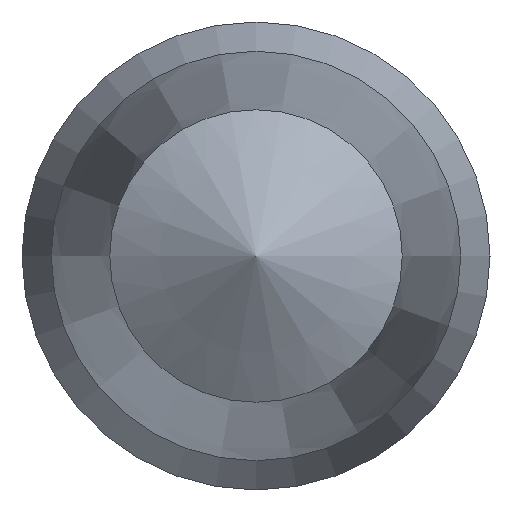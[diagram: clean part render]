
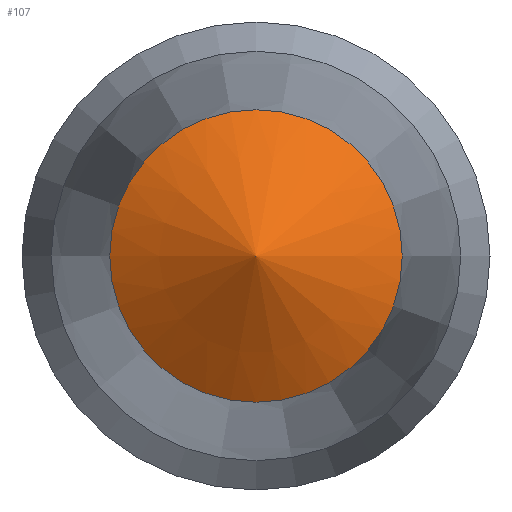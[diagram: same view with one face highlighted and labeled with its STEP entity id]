
A CAD part, left-side view. The second image highlights one B-rep face of the part: STEP entity #107.
In plain terms, the highlighted conical face has half-angle 59.036 degrees and reference radius 2.5 mm.
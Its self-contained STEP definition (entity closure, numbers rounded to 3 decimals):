
#17=FACE_OUTER_BOUND('',#24,.T.);
#24=EDGE_LOOP('',(#70,#71,#72));
#32=LINE('',#189,#38);
#38=VECTOR('',#156,2.5);
#44=CIRCLE('',#138,5.);
#50=VERTEX_POINT('',#186);
#51=VERTEX_POINT('',#188);
#58=EDGE_CURVE('',#50,#50,#44,.T.);
#59=EDGE_CURVE('',#50,#51,#32,.T.);
#70=ORIENTED_EDGE('',*,*,#58,.F.);
#71=ORIENTED_EDGE('',*,*,#59,.T.);
#72=ORIENTED_EDGE('',*,*,#59,.F.);
#94=CONICAL_SURFACE('',#137,2.5,1.03);
#107=ADVANCED_FACE('',(#17),#94,.T.);
#137=AXIS2_PLACEMENT_3D('',#185,#152,#153);
#138=AXIS2_PLACEMENT_3D('',#187,#154,#155);
#152=DIRECTION('center_axis',(1.,0.,0.));
#153=DIRECTION('ref_axis',(0.,1.,0.));
#154=DIRECTION('center_axis',(1.,0.,0.));
#155=DIRECTION('ref_axis',(0.,0.,-1.));
#156=DIRECTION('',(-0.514,0.857,0.));
#185=CARTESIAN_POINT('Origin',(1.5,0.,0.));
#186=CARTESIAN_POINT('',(3.,-5.,0.));
#187=CARTESIAN_POINT('Origin',(3.,0.,0.));
#188=CARTESIAN_POINT('',(0.,0.,0.));
#189=CARTESIAN_POINT('',(1.5,-2.5,0.));
